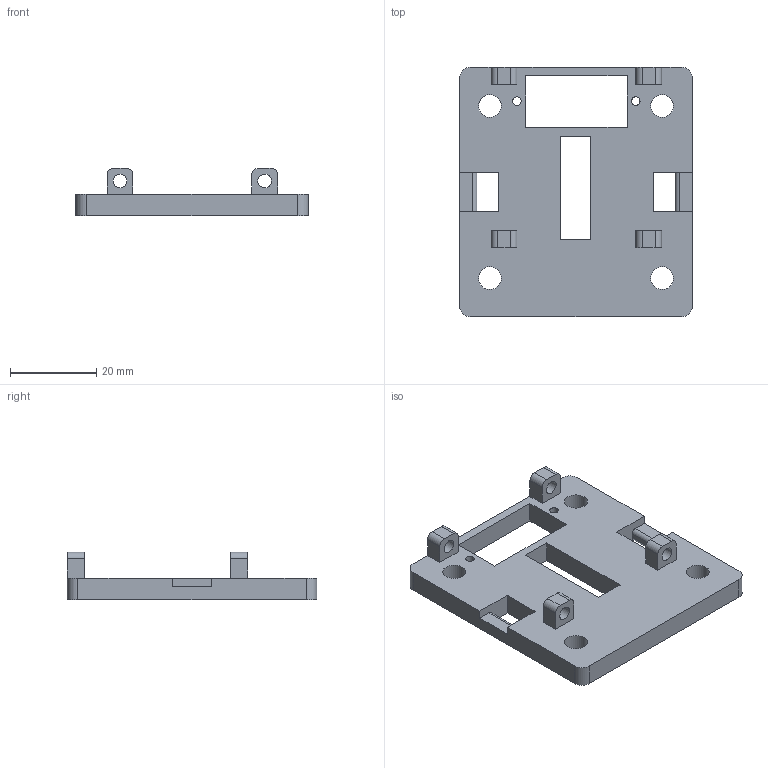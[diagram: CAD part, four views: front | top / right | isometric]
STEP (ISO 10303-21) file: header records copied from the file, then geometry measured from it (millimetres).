
FILE_DESCRIPTION(/* description */ ('STEP AP242','CAx-IF Rec.Pracs.---Representation and Presentation of Product Manufacturing Information (PMI)---4.0---2014-10-13','CAx-IF Rec.Pracs.---3D Tessellated Geometry---0.4---2014-09-14','2;1'),/* implementation_level */ '2;1');
FILE_NAME(/* name */ '662f50039e0c22593a8a4261',/* time_stamp */ '2024-04-29T07:45:08Z',/* author */ (''),/* organization */ (''),/* preprocessor_version */ 'ST-DEVELOPER v20',/* originating_system */ ' ',/* authorisation */ ' ');
FILE_SCHEMA (('AP242_MANAGED_MODEL_BASED_3D_ENGINEERING_MIM_LF { 1 0 10303 442 1 1 4 }'));
Length unit declared in the file: metre
Products named in the file (1): 2020 gantry y-ax
Bounding box: 54 x 58 x 11 mm (x, y, z)
Volume: 12724 mm3; surface area: 7915.1 mm2
Topology: 1 solids, 1 shells, 68 faces, 199 edges, 133 vertices
Faces by surface type: plane 42, cylinder 26
Full cylindrical faces by diameter (mm): 2 x2, 3.2 x4, 5.3 x4
Entity records: 2282 total; most frequent: CARTESIAN_POINT 389, DIRECTION 378, ORIENTED_EDGE 376, EDGE_CURVE 188, LINE 136, VECTOR 136, VERTEX_POINT 132, AXIS2_PLACEMENT_3D 121
